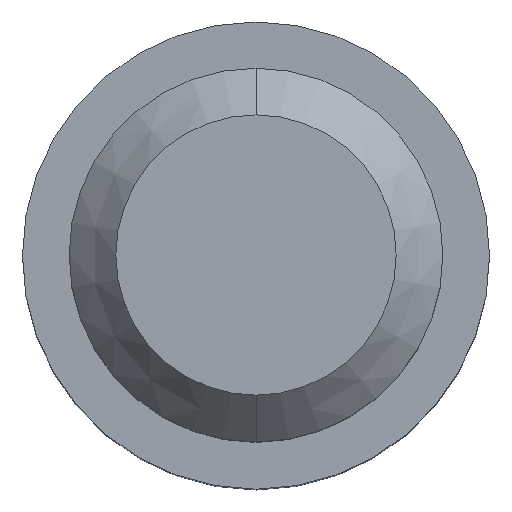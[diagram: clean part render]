
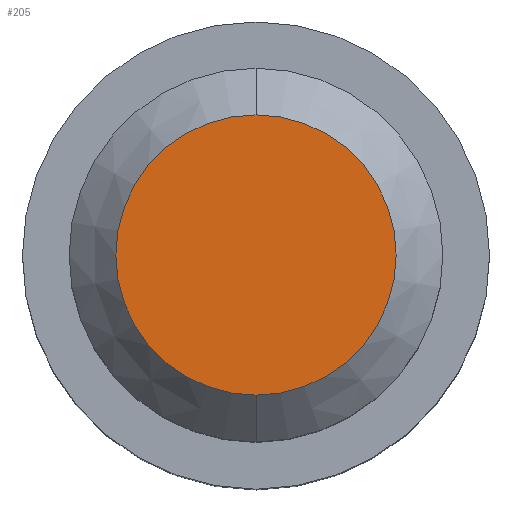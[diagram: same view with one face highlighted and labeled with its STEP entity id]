
A CAD part, top view. The second image highlights one B-rep face of the part: STEP entity #205.
In plain terms, the highlighted planar face has unit normal (0, 0, 1).
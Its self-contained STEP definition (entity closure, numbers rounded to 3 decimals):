
#1=CARTESIAN_POINT('',(0.,0.,0.));
#2=DIRECTION('',(0.,0.,-1.));
#3=DIRECTION('',(0.,1.,0.));
#4=AXIS2_PLACEMENT_3D('',#1,#2,#3);
#6=CARTESIAN_POINT('',(0.,0.,0.));
#7=DIRECTION('',(0.,0.,-1.));
#8=DIRECTION('',(0.,-1.,0.));
#9=AXIS2_PLACEMENT_3D('',#6,#7,#8);
#175=CARTESIAN_POINT('',(0.,3.,0.));
#176=CARTESIAN_POINT('',(0.,-3.,0.));
#177=VERTEX_POINT('',#175);
#178=VERTEX_POINT('',#176);
#194=CARTESIAN_POINT('',(0.,0.,0.));
#195=DIRECTION('',(0.,0.,-1.));
#196=DIRECTION('',(0.,-1.,0.));
#197=AXIS2_PLACEMENT_3D('',#194,#195,#196);
#198=PLANE('',#197);
#200=ORIENTED_EDGE('',*,*,#199,.T.);
#202=ORIENTED_EDGE('',*,*,#201,.T.);
#203=EDGE_LOOP('',(#200,#202));
#204=FACE_OUTER_BOUND('',#203,.F.);
#205=ADVANCED_FACE('',(#204),#198,.F.);
#5=CIRCLE('',#4,3.);
#10=CIRCLE('',#9,3.);
#199=EDGE_CURVE('',#177,#178,#5,.T.);
#201=EDGE_CURVE('',#178,#177,#10,.T.);
